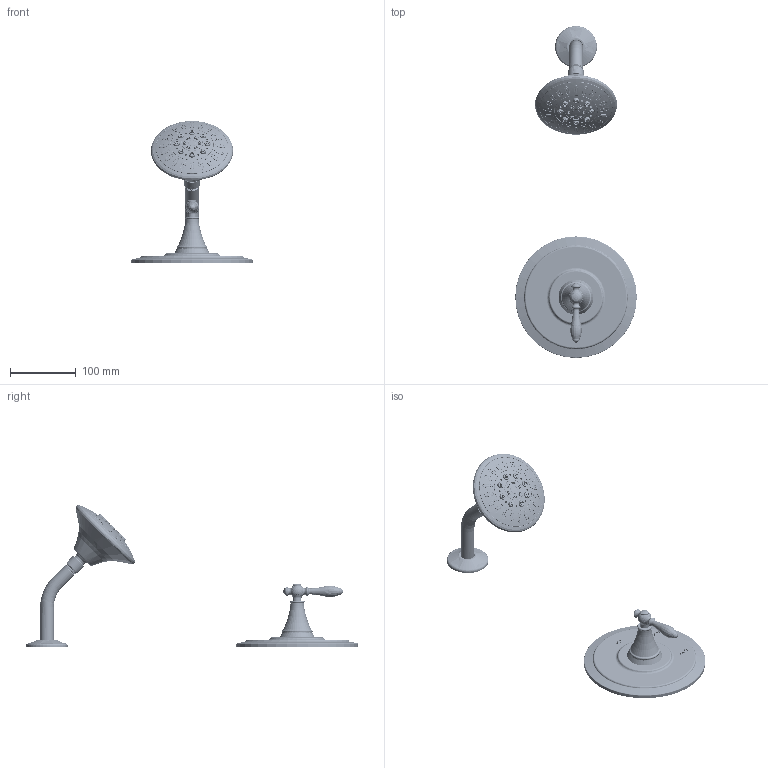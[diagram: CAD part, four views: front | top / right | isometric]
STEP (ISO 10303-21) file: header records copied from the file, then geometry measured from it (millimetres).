
FILE_DESCRIPTION((''),'2;1');
FILE_NAME('3-8004BP_ASM','2015-07-22T',('rsmith'),(''),'PRO/ENGINEER BY PARAMETRIC TECHNOLOGY CORPORATION, 2013150','PRO/ENGINEER BY PARAMETRIC TECHNOLOGY CORPORATION, 2013150','');
FILE_SCHEMA(('CONFIG_CONTROL_DESIGN'));
Length unit declared in the file: millimetre
Products named in the file (27): NCIP-027_AF0; PRT0010_1_AF0; 2-961_AF0_ASM; 12308_AF0; 12309_AF0; ATBE0130-01_1; ATBE0130-02_1; ATBE0130-04_1; ATBE0130-05_1; ATBE0130-06_1; ATBE0130-07_1; ATBE0130-08_1; CTMBXXXX_1; ATBE0130_1_ASM; PRT0015_1; PRT0016_1; 3-500_ASM; CTDB0537; Z000056; CTRP0082; CTRR0149; CTSTXXXX; CTHB00XX; CTRR0042; CTRR0202; 3-499_ASM; 3-8004BP_ASM
Assembly tree (26 placements, depth 4):
  3-8004BP_ASM
    2-961_AF0_ASM
      NCIP-027_AF0
      PRT0010_1_AF0
    12308_AF0
    12309_AF0
    3-500_ASM
      ATBE0130_1_ASM
        ATBE0130-01_1
        ATBE0130-02_1
        ATBE0130-04_1
        ATBE0130-05_1
        ATBE0130-06_1
        ATBE0130-07_1
        ATBE0130-08_1
        CTMBXXXX_1
      PRT0015_1
      PRT0016_1
    3-499_ASM
      CTDB0537
      Z000056
      CTRP0082
      CTRR0149
      CTSTXXXX
      CTHB00XX
      CTRR0042
      CTRR0202
Bounding box: 184.99 x 505.24 x 216.12 mm (x, y, z)
Volume: 254277.7 mm3; surface area: 282705.2 mm2
Topology: 22 solids, 28 shells, 4231 faces, 12473 edges, 8372 vertices
Faces by surface type: plane 1250, bspline 1007, cylinder 940, cone 365, torus 254, extrusion 184, revolution 140, sphere 91
Entity records: 252846 total; most frequent: CARTESIAN_POINT 146395, ORIENTED_EDGE 24591, DIRECTION 18181, EDGE_CURVE 12419, VERTEX_POINT 8370, AXIS2_PLACEMENT_3D 6586, VECTOR 4869, EDGE_LOOP 4821
